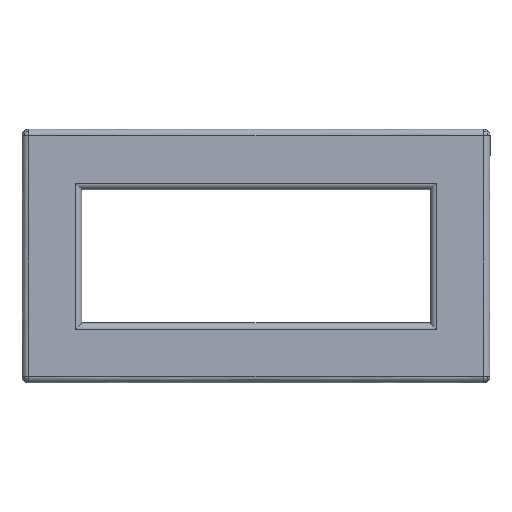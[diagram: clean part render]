
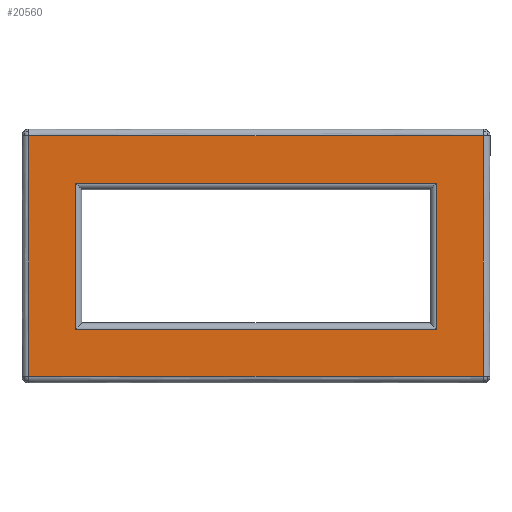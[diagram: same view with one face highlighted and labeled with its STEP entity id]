
A CAD part, top view. The second image highlights one B-rep face of the part: STEP entity #20560.
In plain terms, the highlighted planar face has unit normal (0, 0, 1).
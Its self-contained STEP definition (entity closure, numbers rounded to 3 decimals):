
#19710=CARTESIAN_POINT('',(0.,0.,1.));
#19720=DIRECTION('',(0.,0.,1.));
#19730=DIRECTION('',(1.,0.,0.));
#19740=AXIS2_PLACEMENT_3D('',#19710,#19720,#19730);
#19750=PLANE('',#19740);
#19760=CARTESIAN_POINT('',(0.,21.808,1.));
#19770=DIRECTION('',(1.,0.,0.));
#19780=VECTOR('',#19770,1.);
#19790=LINE('',#19760,#19780);
#19800=CARTESIAN_POINT('',(-54.,21.808,1.));
#19810=VERTEX_POINT('',#19800);
#19820=CARTESIAN_POINT('',(54.,21.808,1.));
#19830=VERTEX_POINT('',#19820);
#19840=EDGE_CURVE('',#19810,#19830,#19790,.T.);
#19850=ORIENTED_EDGE('',*,*,#19840,.T.);
#19860=CARTESIAN_POINT('',(-54.,0.,1.));
#19870=DIRECTION('',(0.,1.,0.));
#19880=VECTOR('',#19870,1.);
#19890=LINE('',#19860,#19880);
#19900=CARTESIAN_POINT('',(-54.,-22.,1.));
#19910=VERTEX_POINT('',#19900);
#19920=EDGE_CURVE('',#19910,#19810,#19890,.T.);
#19930=ORIENTED_EDGE('',*,*,#19920,.T.);
#19940=CARTESIAN_POINT('',(0.,-22.,1.));
#19950=DIRECTION('',(-1.,0.,0.));
#19960=VECTOR('',#19950,1.);
#19970=LINE('',#19940,#19960);
#19980=CARTESIAN_POINT('',(54.,-22.,1.));
#19990=VERTEX_POINT('',#19980);
#20000=EDGE_CURVE('',#19990,#19910,#19970,.T.);
#20010=ORIENTED_EDGE('',*,*,#20000,.T.);
#20020=CARTESIAN_POINT('',(54.,0.,1.));
#20030=DIRECTION('',(0.,-1.,0.));
#20040=VECTOR('',#20030,1.);
#20050=LINE('',#20020,#20040);
#20060=EDGE_CURVE('',#19830,#19990,#20050,.T.);
#20070=ORIENTED_EDGE('',*,*,#20060,.T.);
#20080=EDGE_LOOP('',(#20070,#20010,#19930,#19850));
#20090=FACE_BOUND('',#20080,.T.);
#20100=CARTESIAN_POINT('',(67.929,-35.929,1.));
#20110=CARTESIAN_POINT('',(67.929,-23.953,1.));
#20120=CARTESIAN_POINT('',(67.929,-11.976,1.));
#20130=CARTESIAN_POINT('',(67.929,11.976,1.));
#20140=CARTESIAN_POINT('',(67.929,23.953,1.));
#20150=CARTESIAN_POINT('',(67.929,35.929,1.));
#20160=B_SPLINE_CURVE_WITH_KNOTS('',3,(#20100,#20110,#20120,#20130,
#20140,#20150),.UNSPECIFIED.,.F.,.F.,(4,2,4),(166.362,
202.291,238.22),.UNSPECIFIED.);
#20170=CARTESIAN_POINT('',(67.929,-35.929,1.));
#20180=VERTEX_POINT('',#20170);
#20190=CARTESIAN_POINT('',(67.929,35.929,1.));
#20200=VERTEX_POINT('',#20190);
#20210=EDGE_CURVE('',#20180,#20200,#20160,.T.);
#20220=ORIENTED_EDGE('',*,*,#20210,.T.);
#20230=CARTESIAN_POINT('',(-67.929,-35.929,1.));
#20240=CARTESIAN_POINT('',(-45.286,-35.929,1.));
#20250=CARTESIAN_POINT('',(-22.643,-35.929,1.));
#20260=CARTESIAN_POINT('',(22.643,-35.929,1.));
#20270=CARTESIAN_POINT('',(45.286,-35.929,1.));
#20280=CARTESIAN_POINT('',(67.929,-35.929,1.));
#20290=B_SPLINE_CURVE_WITH_KNOTS('',3,(#20230,#20240,#20250,#20260,
#20270,#20280),.UNSPECIFIED.,.F.,.F.,(4,2,4),(134.425,
202.354,270.283),.UNSPECIFIED.);
#20300=CARTESIAN_POINT('',(-67.929,-35.929,1.));
#20310=VERTEX_POINT('',#20300);
#20320=EDGE_CURVE('',#20310,#20180,#20290,.T.);
#20330=ORIENTED_EDGE('',*,*,#20320,.T.);
#20340=CARTESIAN_POINT('',(-67.929,35.929,1.));
#20350=CARTESIAN_POINT('',(-67.929,23.953,1.));
#20360=CARTESIAN_POINT('',(-67.929,11.976,1.));
#20370=CARTESIAN_POINT('',(-67.929,-11.976,1.));
#20380=CARTESIAN_POINT('',(-67.929,-23.953,1.));
#20390=CARTESIAN_POINT('',(-67.929,-35.929,1.));
#20400=B_SPLINE_CURVE_WITH_KNOTS('',3,(#20340,#20350,#20360,#20370,
#20380,#20390),.UNSPECIFIED.,.F.,.F.,(4,2,4),(166.362,
202.291,238.22),.UNSPECIFIED.);
#20410=CARTESIAN_POINT('',(-67.929,35.929,1.));
#20420=VERTEX_POINT('',#20410);
#20430=EDGE_CURVE('',#20420,#20310,#20400,.T.);
#20440=ORIENTED_EDGE('',*,*,#20430,.T.);
#20450=CARTESIAN_POINT('',(67.929,35.929,1.));
#20460=CARTESIAN_POINT('',(45.286,35.929,1.));
#20470=CARTESIAN_POINT('',(22.643,35.929,1.));
#20480=CARTESIAN_POINT('',(-22.643,35.929,1.));
#20490=CARTESIAN_POINT('',(-45.286,35.929,1.));
#20500=CARTESIAN_POINT('',(-67.929,35.929,1.));
#20510=B_SPLINE_CURVE_WITH_KNOTS('',3,(#20450,#20460,#20470,#20480,
#20490,#20500),.UNSPECIFIED.,.F.,.F.,(4,2,4),(134.425,
202.354,270.283),.UNSPECIFIED.);
#20520=EDGE_CURVE('',#20200,#20420,#20510,.T.);
#20530=ORIENTED_EDGE('',*,*,#20520,.T.);
#20540=EDGE_LOOP('',(#20530,#20440,#20330,#20220));
#20550=FACE_OUTER_BOUND('',#20540,.T.);
#20560=ADVANCED_FACE('',(#20090,#20550),#19750,.T.);
